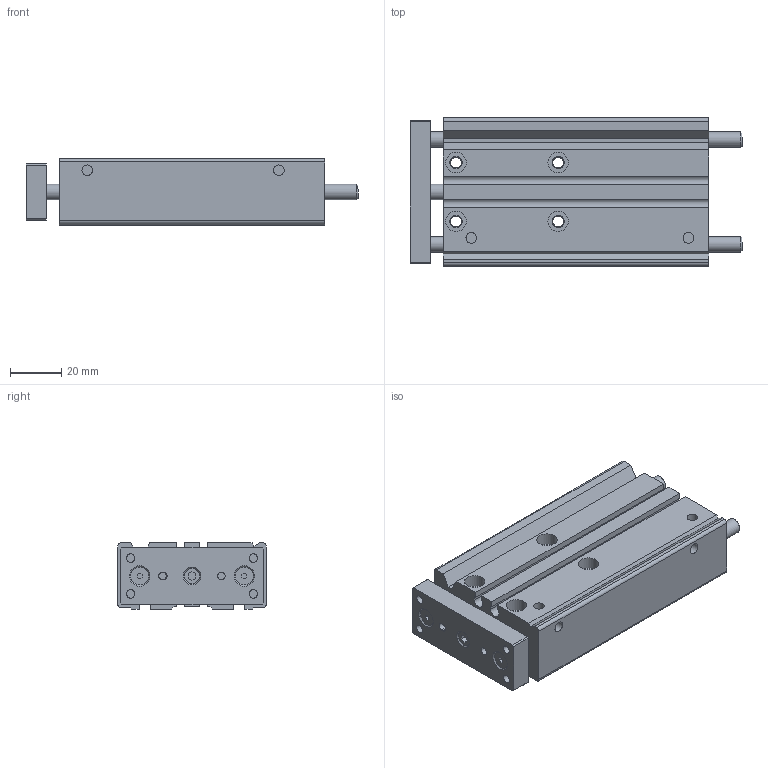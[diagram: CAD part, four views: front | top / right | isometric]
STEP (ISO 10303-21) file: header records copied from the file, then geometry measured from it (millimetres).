
FILE_DESCRIPTION((''),'2;1');
FILE_NAME('NTRC12X75L.STEP','2012-11-30T16:20:52',('Administrator'),(''),'CADlook_v9.0','Cimatron E 8.0','');
FILE_SCHEMA(('AUTOMOTIVE_DESIGN { 1 2 10303 214 0 1 1 1 }'));
Length unit declared in the file: millimetre
Bounding box: 130 x 58 x 26 mm (x, y, z)
Volume: 143152.8 mm3; surface area: 47348.7 mm2
Topology: 2 solids, 2 shells, 202 faces, 499 edges, 334 vertices
Faces by surface type: plane 146, cylinder 51, cone 5
Full cylindrical faces by diameter (mm): 3 x6, 3.3 x8, 4.2 x8, 4.8 x4, 6 x6, 8 x4, 14 x1
Entity records: 7456 total; most frequent: CARTESIAN_POINT 994, DIRECTION 991, ORIENTED_EDGE 914, EDGE_CURVE 457, VERTEX_POINT 334, AXIS2_PLACEMENT_3D 331, VECTOR 329, LINE 329
